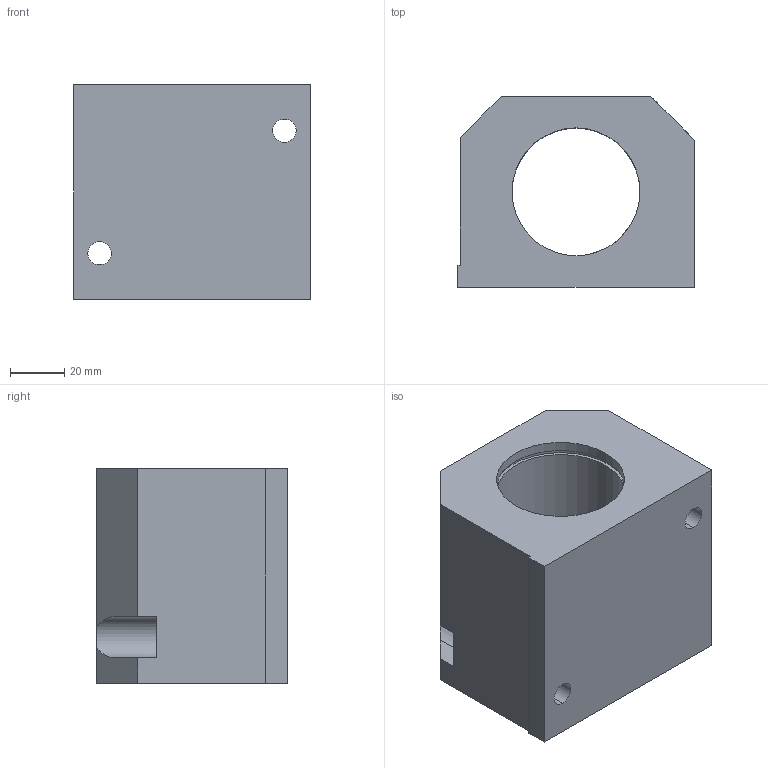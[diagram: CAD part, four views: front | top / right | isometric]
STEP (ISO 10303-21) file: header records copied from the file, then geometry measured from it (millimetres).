
FILE_DESCRIPTION (( 'STEP AP214' ), '1' );
FILE_NAME ('KG35-30.step', '2020-03-04T13:18:53', ( '' ), ( '' ), 'SwSTEP 2.0', 'SolidWorks 2019', '' );
FILE_SCHEMA (( 'AUTOMOTIVE_DESIGN' ));
Length unit declared in the file: millimetre
Products named in the file (1): KG35-30
Bounding box: 87 x 70 x 79 mm (x, y, z)
Volume: 306833.7 mm3; surface area: 47730.5 mm2
Topology: 1 solids, 1 shells, 44 faces, 110 edges, 72 vertices
Faces by surface type: plane 22, cylinder 20, cone 2
Entity records: 1490 total; most frequent: CARTESIAN_POINT 297, DIRECTION 232, ORIENTED_EDGE 220, EDGE_CURVE 110, AXIS2_PLACEMENT_3D 83, VERTEX_POINT 72, VECTOR 66, LINE 66
